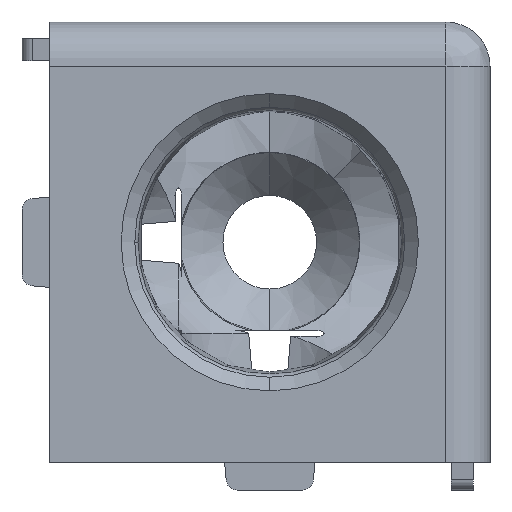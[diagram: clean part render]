
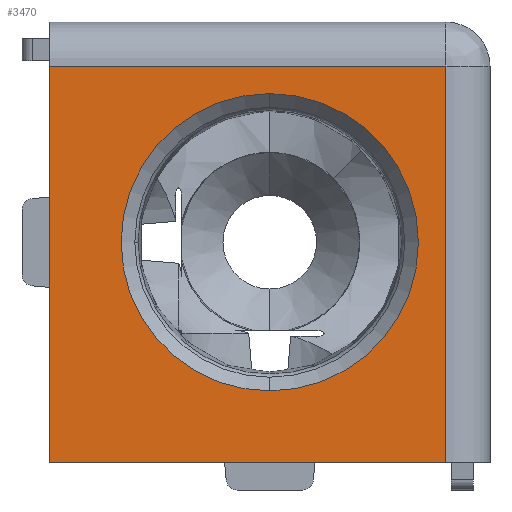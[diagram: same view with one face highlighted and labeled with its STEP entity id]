
A CAD part, left-side view. The second image highlights one B-rep face of the part: STEP entity #3470.
In plain terms, the highlighted planar face has unit normal (-1, 0, 0).
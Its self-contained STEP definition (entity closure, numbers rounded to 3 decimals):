
#384 = EDGE_LOOP ( 'NONE', ( #4155, #3556 ) ) ;
#1274 = LINE ( 'NONE', #1337, #1336 ) ;
#1313 = CARTESIAN_POINT ( 'NONE',  ( -20., 20., 16. ) ) ;
#1331 = DIRECTION ( 'NONE',  ( 0., -1., 0. ) ) ;
#1336 = VECTOR ( 'NONE', #1331, 1000. ) ;
#1337 = CARTESIAN_POINT ( 'NONE',  ( -20., 20., 16. ) ) ;
#1895 = DIRECTION ( 'NONE',  ( 0., 0., 1. ) ) ;
#1901 = CIRCLE ( 'NONE', #1905, 13.5 ) ;
#1903 = CARTESIAN_POINT ( 'NONE',  ( -20., 0., 0. ) ) ;
#1904 = DIRECTION ( 'NONE',  ( -1., 0., 0. ) ) ;
#1905 = AXIS2_PLACEMENT_3D ( 'NONE', #1903, #1904, #1895 ) ;
#1921 = FACE_OUTER_BOUND ( 'NONE', #4220, .T. ) ;
#1932 = PLANE ( 'NONE',  #1973 ) ;
#1942 = DIRECTION ( 'NONE',  ( 0., 1., 0. ) ) ;
#1943 = DIRECTION ( 'NONE',  ( 1., 0., 0. ) ) ;
#1971 = CARTESIAN_POINT ( 'NONE',  ( -20., 20., 20. ) ) ;
#1972 = FACE_BOUND ( 'NONE', #384, .T. ) ;
#1973 = AXIS2_PLACEMENT_3D ( 'NONE', #1971, #1943, #1942 ) ;
#2017 = CARTESIAN_POINT ( 'NONE',  ( -20., 20., -20. ) ) ;
#2375 = CARTESIAN_POINT ( 'NONE',  ( -20., -16., 16. ) ) ;
#2882 = CARTESIAN_POINT ( 'NONE',  ( -20., -16., -20. ) ) ;
#2970 = LINE ( 'NONE', #3002, #2996 ) ;
#2979 = DIRECTION ( 'NONE',  ( 0., 0., -1. ) ) ;
#2980 = VECTOR ( 'NONE', #2979, 1000. ) ;
#2981 = CARTESIAN_POINT ( 'NONE',  ( -20., 20., 20. ) ) ;
#2982 = LINE ( 'NONE', #2981, #2980 ) ;
#2992 = DIRECTION ( 'NONE',  ( 0., 0., -1. ) ) ;
#2993 = VECTOR ( 'NONE', #2992, 1000. ) ;
#2994 = LINE ( 'NONE', #2997, #2993 ) ;
#2995 = DIRECTION ( 'NONE',  ( 0., -1., 0. ) ) ;
#2996 = VECTOR ( 'NONE', #2995, 1000. ) ;
#2997 = CARTESIAN_POINT ( 'NONE',  ( -20., -16., 20. ) ) ;
#3002 = CARTESIAN_POINT ( 'NONE',  ( -20., -20., -20. ) ) ;
#3135 = CARTESIAN_POINT ( 'NONE',  ( -20., 0., 13.5 ) ) ;
#3191 = EDGE_CURVE ( 'NONE', #3199, #3773, #1274, .T. ) ;
#3199 = VERTEX_POINT ( 'NONE', #1313 ) ;
#3447 = EDGE_CURVE ( 'NONE', #4276, #4311, #1901, .T. ) ;
#3470 = ADVANCED_FACE ( 'NONE', ( #1921, #1972 ), #1932, .F. ) ;
#3474 = ORIENTED_EDGE ( 'NONE', *, *, #4223, .F. ) ;
#3484 = ORIENTED_EDGE ( 'NONE', *, *, #3191, .F. ) ;
#3491 = ORIENTED_EDGE ( 'NONE', *, *, #4222, .T. ) ;
#3505 = ORIENTED_EDGE ( 'NONE', *, *, #4195, .T. ) ;
#3509 = VERTEX_POINT ( 'NONE', #2017 ) ;
#3556 = ORIENTED_EDGE ( 'NONE', *, *, #4316, .F. ) ;
#3773 = VERTEX_POINT ( 'NONE', #2375 ) ;
#3886 = DIRECTION ( 'NONE',  ( 0., 0., 1. ) ) ;
#3887 = DIRECTION ( 'NONE',  ( -1., 0., 0. ) ) ;
#3888 = AXIS2_PLACEMENT_3D ( 'NONE', #3901, #3887, #3886 ) ;
#3889 = CIRCLE ( 'NONE', #3888, 13.5 ) ;
#3901 = CARTESIAN_POINT ( 'NONE',  ( -20., 0., 0. ) ) ;
#3907 = CARTESIAN_POINT ( 'NONE',  ( -20., 0., -13.5 ) ) ;
#4155 = ORIENTED_EDGE ( 'NONE', *, *, #3447, .F. ) ;
#4178 = VERTEX_POINT ( 'NONE', #2882 ) ;
#4195 = EDGE_CURVE ( 'NONE', #3199, #3509, #2982, .T. ) ;
#4220 = EDGE_LOOP ( 'NONE', ( #3474, #3484, #3505, #3491 ) ) ;
#4222 = EDGE_CURVE ( 'NONE', #3509, #4178, #2970, .T. ) ;
#4223 = EDGE_CURVE ( 'NONE', #3773, #4178, #2994, .T. ) ;
#4276 = VERTEX_POINT ( 'NONE', #3135 ) ;
#4311 = VERTEX_POINT ( 'NONE', #3907 ) ;
#4316 = EDGE_CURVE ( 'NONE', #4311, #4276, #3889, .T. ) ;
